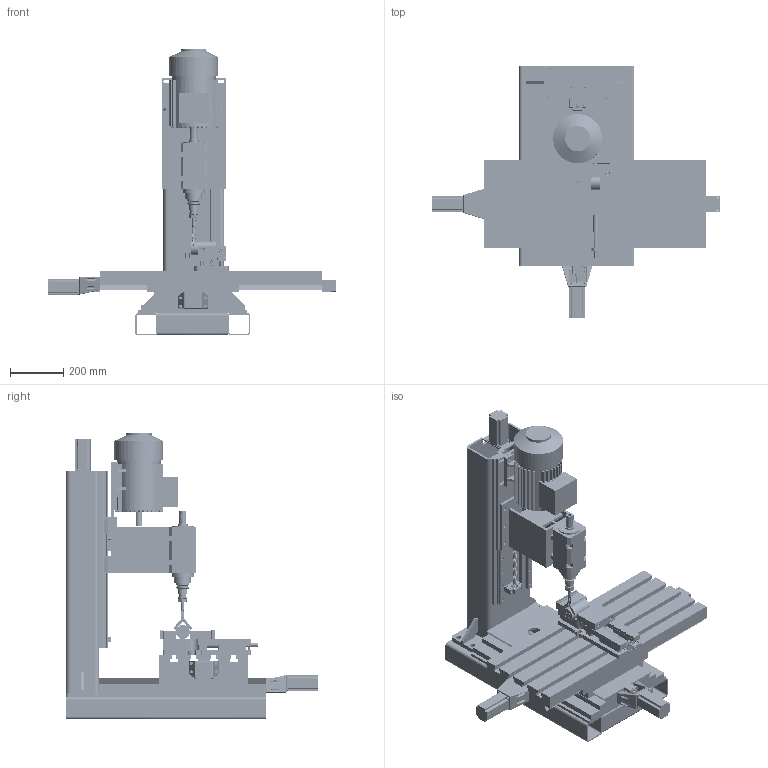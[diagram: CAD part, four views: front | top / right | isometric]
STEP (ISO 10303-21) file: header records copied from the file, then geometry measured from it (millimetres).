
FILE_DESCRIPTION(('FreeCAD Model'),'2;1');
FILE_NAME('Open CASCADE Shape Model','2025-05-09T18:16:42',('FreeCAD'),( 'FreeCAD'),'Open CASCADE STEP processor 7.6','FreeCAD','Unknown');
FILE_SCHEMA(('AUTOMOTIVE_DESIGN { 1 0 10303 214 1 1 1 1 }'));
Products named in the file (1): Open CASCADE STEP translator 7.6 1
Bounding box: 1081.82 x 946.85 x 1076.35 mm (x, y, z)
Volume: 45269200.5 mm3; surface area: 7684365.6 mm2
Topology: 141 solids, 141 shells, 6655 faces, 17326 edges, 11047 vertices
Faces by surface type: bspline 6655
Entity records: 348978 total; most frequent: CARTESIAN_POINT 248700, ORIENTED_EDGE 34392, EDGE_CURVE 17196, B_SPLINE_CURVE_WITH_KNOTS 11969, VERTEX_POINT 11047, FACE_BOUND 7675, EDGE_LOOP 7675, ADVANCED_FACE 6655
